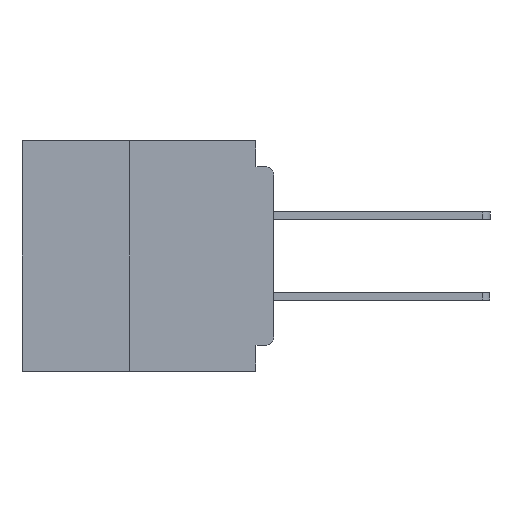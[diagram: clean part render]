
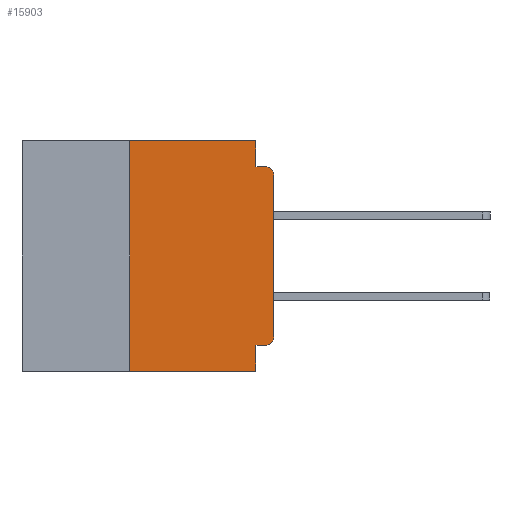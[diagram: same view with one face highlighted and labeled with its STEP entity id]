
A CAD part, left-side view. The second image highlights one B-rep face of the part: STEP entity #15903.
In plain terms, the highlighted planar face has unit normal (-1, 0, 0).
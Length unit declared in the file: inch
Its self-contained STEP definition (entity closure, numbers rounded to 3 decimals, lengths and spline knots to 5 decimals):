
#85 = AXIS2_PLACEMENT_3D ( 'NONE', #27405, #8697, #30511 ) ;
#846 = VERTEX_POINT ( 'NONE', #19469 ) ;
#3111 = CARTESIAN_POINT ( 'NONE',  ( 0., 0.25, -0.4 ) ) ;
#4696 = DIRECTION ( 'NONE',  ( 0., 0., -1. ) ) ;
#4743 = CARTESIAN_POINT ( 'NONE',  ( 0., 0.015, -0.06 ) ) ;
#5387 = CARTESIAN_POINT ( 'NONE',  ( 0., 0.015, -0.045 ) ) ;
#5624 = CARTESIAN_POINT ( 'NONE',  ( 0., 0.015, -0.34 ) ) ;
#6272 = VECTOR ( 'NONE', #37196, 39.37008 ) ;
#6568 = VERTEX_POINT ( 'NONE', #12378 ) ;
#7019 = EDGE_CURVE ( 'NONE', #8831, #16357, #17254, .T. ) ;
#7894 = AXIS2_PLACEMENT_3D ( 'NONE', #4743, #26669, #7959 ) ;
#7959 = DIRECTION ( 'NONE',  ( 0., 0., -1. ) ) ;
#8697 = DIRECTION ( 'NONE',  ( 1., 0., 0. ) ) ;
#8831 = VERTEX_POINT ( 'NONE', #23932 ) ;
#8846 = DIRECTION ( 'NONE',  ( 0., 0., -1. ) ) ;
#8924 = VECTOR ( 'NONE', #40164, 39.37008 ) ;
#10232 = VERTEX_POINT ( 'NONE', #17960 ) ;
#11503 = VECTOR ( 'NONE', #14276, 39.37008 ) ;
#12363 = LINE ( 'NONE', #34429, #36122 ) ;
#12378 = CARTESIAN_POINT ( 'NONE',  ( 0., 0.031, -0.355 ) ) ;
#13622 = EDGE_CURVE ( 'NONE', #35182, #846, #12363, .T. ) ;
#14276 = DIRECTION ( 'NONE',  ( 0., 0., 1. ) ) ;
#15736 = VECTOR ( 'NONE', #4696, 39.37008 ) ;
#15903 = ADVANCED_FACE ( 'NONE', ( #31100 ), #33470, .F. ) ;
#16234 = EDGE_CURVE ( 'NONE', #34108, #29599, #34902, .T. ) ;
#16357 = VERTEX_POINT ( 'NONE', #20966 ) ;
#16725 = LINE ( 'NONE', #26507, #15736 ) ;
#16780 = CARTESIAN_POINT ( 'NONE',  ( 0., 0.25, -0.4 ) ) ;
#16990 = CARTESIAN_POINT ( 'NONE',  ( 0., 0., -0.06 ) ) ;
#17254 = LINE ( 'NONE', #40263, #8924 ) ;
#17293 = CARTESIAN_POINT ( 'NONE',  ( 0., 0., -0.355 ) ) ;
#17439 = VERTEX_POINT ( 'NONE', #38544 ) ;
#17505 = VECTOR ( 'NONE', #30565, 39.37008 ) ;
#17960 = CARTESIAN_POINT ( 'NONE',  ( 0., 0.031, -0.045 ) ) ;
#18110 = VECTOR ( 'NONE', #33261, 39.37008 ) ;
#19054 = ORIENTED_EDGE ( 'NONE', *, *, #13622, .T. ) ;
#19087 = LINE ( 'NONE', #39421, #18110 ) ;
#19173 = EDGE_CURVE ( 'NONE', #6568, #846, #16725, .T. ) ;
#19469 = CARTESIAN_POINT ( 'NONE',  ( 0., 0.031, -0.4 ) ) ;
#20073 = EDGE_CURVE ( 'NONE', #35182, #8831, #23010, .T. ) ;
#20966 = CARTESIAN_POINT ( 'NONE',  ( 0., 0.031, 0. ) ) ;
#21032 = ORIENTED_EDGE ( 'NONE', *, *, #7019, .F. ) ;
#22492 = LINE ( 'NONE', #17293, #30714 ) ;
#23010 = LINE ( 'NONE', #3111, #6272 ) ;
#23932 = CARTESIAN_POINT ( 'NONE',  ( 0., 0.25, 0. ) ) ;
#24421 = ORIENTED_EDGE ( 'NONE', *, *, #33535, .F. ) ;
#25417 = CARTESIAN_POINT ( 'NONE',  ( 0., 0., -0.34 ) ) ;
#25982 = EDGE_CURVE ( 'NONE', #36241, #34108, #35282, .T. ) ;
#26507 = CARTESIAN_POINT ( 'NONE',  ( 0., 0.031, -0.4 ) ) ;
#26669 = DIRECTION ( 'NONE',  ( -1., 0., 0. ) ) ;
#26762 = LINE ( 'NONE', #27457, #17505 ) ;
#27405 = CARTESIAN_POINT ( 'NONE',  ( 0., 0.437, 0. ) ) ;
#27457 = CARTESIAN_POINT ( 'NONE',  ( 0., 0.031, 0. ) ) ;
#27546 = DIRECTION ( 'NONE',  ( -1., 0., 0. ) ) ;
#29268 = ORIENTED_EDGE ( 'NONE', *, *, #36050, .F. ) ;
#29599 = VERTEX_POINT ( 'NONE', #5387 ) ;
#30511 = DIRECTION ( 'NONE',  ( 0., 0., -1. ) ) ;
#30565 = DIRECTION ( 'NONE',  ( 0., 0., -1. ) ) ;
#30714 = VECTOR ( 'NONE', #38926, 39.37008 ) ;
#31035 = EDGE_LOOP ( 'NONE', ( #33164, #39361, #31212, #29268, #21032, #36475, #19054, #34558, #24421, #32673 ) ) ;
#31100 = FACE_OUTER_BOUND ( 'NONE', #31035, .T. ) ;
#31212 = ORIENTED_EDGE ( 'NONE', *, *, #32980, .F. ) ;
#32195 = CIRCLE ( 'NONE', #37311, 0.015 ) ;
#32673 = ORIENTED_EDGE ( 'NONE', *, *, #34822, .T. ) ;
#32980 = EDGE_CURVE ( 'NONE', #10232, #29599, #19087, .T. ) ;
#33164 = ORIENTED_EDGE ( 'NONE', *, *, #25982, .T. ) ;
#33261 = DIRECTION ( 'NONE',  ( 0., -1., 0. ) ) ;
#33470 = PLANE ( 'NONE',  #85 ) ;
#33535 = EDGE_CURVE ( 'NONE', #17439, #6568, #22492, .T. ) ;
#34108 = VERTEX_POINT ( 'NONE', #16990 ) ;
#34429 = CARTESIAN_POINT ( 'NONE',  ( 0., 0.437, -0.4 ) ) ;
#34558 = ORIENTED_EDGE ( 'NONE', *, *, #19173, .F. ) ;
#34822 = EDGE_CURVE ( 'NONE', #17439, #36241, #32195, .T. ) ;
#34902 = CIRCLE ( 'NONE', #7894, 0.015 ) ;
#35182 = VERTEX_POINT ( 'NONE', #16780 ) ;
#35282 = LINE ( 'NONE', #35938, #11503 ) ;
#35938 = CARTESIAN_POINT ( 'NONE',  ( 0., 0., 0. ) ) ;
#36050 = EDGE_CURVE ( 'NONE', #16357, #10232, #26762, .T. ) ;
#36122 = VECTOR ( 'NONE', #37503, 39.37008 ) ;
#36241 = VERTEX_POINT ( 'NONE', #25417 ) ;
#36475 = ORIENTED_EDGE ( 'NONE', *, *, #20073, .F. ) ;
#37196 = DIRECTION ( 'NONE',  ( 0., 0., 1. ) ) ;
#37311 = AXIS2_PLACEMENT_3D ( 'NONE', #5624, #27546, #8846 ) ;
#37503 = DIRECTION ( 'NONE',  ( 0., -1., 0. ) ) ;
#38544 = CARTESIAN_POINT ( 'NONE',  ( 0., 0.015, -0.355 ) ) ;
#38926 = DIRECTION ( 'NONE',  ( 0., 1., 0. ) ) ;
#39361 = ORIENTED_EDGE ( 'NONE', *, *, #16234, .T. ) ;
#39421 = CARTESIAN_POINT ( 'NONE',  ( 0., 0., -0.045 ) ) ;
#40164 = DIRECTION ( 'NONE',  ( 0., -1., 0. ) ) ;
#40263 = CARTESIAN_POINT ( 'NONE',  ( 0., 0.437, 0. ) ) ;
